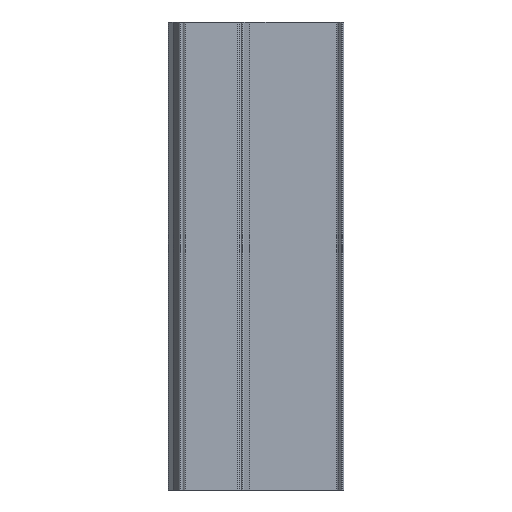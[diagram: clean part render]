
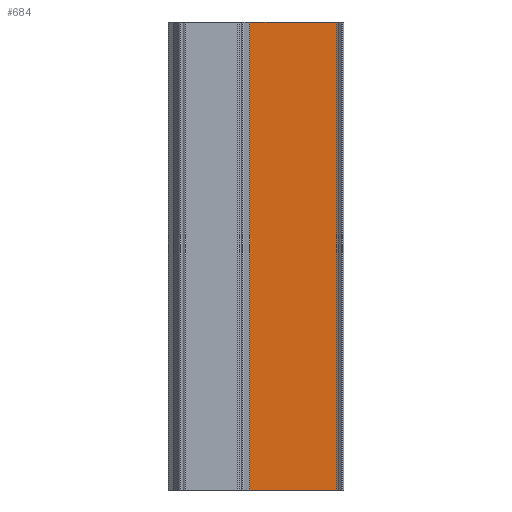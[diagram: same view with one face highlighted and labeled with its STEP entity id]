
A CAD part, left-side view. The second image highlights one B-rep face of the part: STEP entity #684.
In plain terms, the highlighted planar face has unit normal (-1, 0, 0).
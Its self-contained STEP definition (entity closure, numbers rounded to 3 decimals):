
#7 = ORIENTED_EDGE ( 'NONE', *, *, #367, .F. ) ;
#9 = ORIENTED_EDGE ( 'NONE', *, *, #275, .T. ) ;
#24 = CARTESIAN_POINT ( 'NONE',  ( 17.3, 0., 100. ) ) ;
#44 = CARTESIAN_POINT ( 'NONE',  ( 17.3, -19., 0. ) ) ;
#48 = CARTESIAN_POINT ( 'NONE',  ( 17.3, 0., 100. ) ) ;
#49 = VERTEX_POINT ( 'NONE', #44 ) ;
#69 = DIRECTION ( 'NONE',  ( 0., -1., 0. ) ) ;
#79 = ORIENTED_EDGE ( 'NONE', *, *, #481, .T. ) ;
#173 = EDGE_CURVE ( 'NONE', #887, #49, #668, .T. ) ;
#260 = CARTESIAN_POINT ( 'NONE',  ( 17.3, -19., 100. ) ) ;
#275 = EDGE_CURVE ( 'NONE', #887, #655, #868, .T. ) ;
#285 = PLANE ( 'NONE',  #644 ) ;
#365 = DIRECTION ( 'NONE',  ( 0., 1., 0. ) ) ;
#367 = EDGE_CURVE ( 'NONE', #49, #1270, #600, .T. ) ;
#385 = CARTESIAN_POINT ( 'NONE',  ( 17.3, 0., 100. ) ) ;
#413 = EDGE_LOOP ( 'NONE', ( #7, #444, #9, #79 ) ) ;
#444 = ORIENTED_EDGE ( 'NONE', *, *, #173, .F. ) ;
#481 = EDGE_CURVE ( 'NONE', #655, #1270, #862, .T. ) ;
#490 = VECTOR ( 'NONE', #365, 1000. ) ;
#497 = CARTESIAN_POINT ( 'NONE',  ( 17.3, 0., 0. ) ) ;
#597 = VECTOR ( 'NONE', #648, 1000. ) ;
#600 = LINE ( 'NONE', #1228, #730 ) ;
#612 = DIRECTION ( 'NONE',  ( 0., 1., 0. ) ) ;
#619 = VECTOR ( 'NONE', #1177, 1000. ) ;
#644 = AXIS2_PLACEMENT_3D ( 'NONE', #1128, #923, #69 ) ;
#648 = DIRECTION ( 'NONE',  ( 0., 0., -1. ) ) ;
#655 = VERTEX_POINT ( 'NONE', #385 ) ;
#668 = LINE ( 'NONE', #260, #619 ) ;
#684 = ADVANCED_FACE ( 'NONE', ( #1333 ), #285, .T. ) ;
#730 = VECTOR ( 'NONE', #612, 1000. ) ;
#862 = LINE ( 'NONE', #24, #597 ) ;
#868 = LINE ( 'NONE', #48, #490 ) ;
#887 = VERTEX_POINT ( 'NONE', #1047 ) ;
#923 = DIRECTION ( 'NONE',  ( -1., 0., 0. ) ) ;
#1047 = CARTESIAN_POINT ( 'NONE',  ( 17.3, -19., 100. ) ) ;
#1128 = CARTESIAN_POINT ( 'NONE',  ( 17.3, 0., 100. ) ) ;
#1177 = DIRECTION ( 'NONE',  ( 0., 0., -1. ) ) ;
#1228 = CARTESIAN_POINT ( 'NONE',  ( 17.3, 0., 0. ) ) ;
#1270 = VERTEX_POINT ( 'NONE', #497 ) ;
#1333 = FACE_OUTER_BOUND ( 'NONE', #413, .T. ) ;
